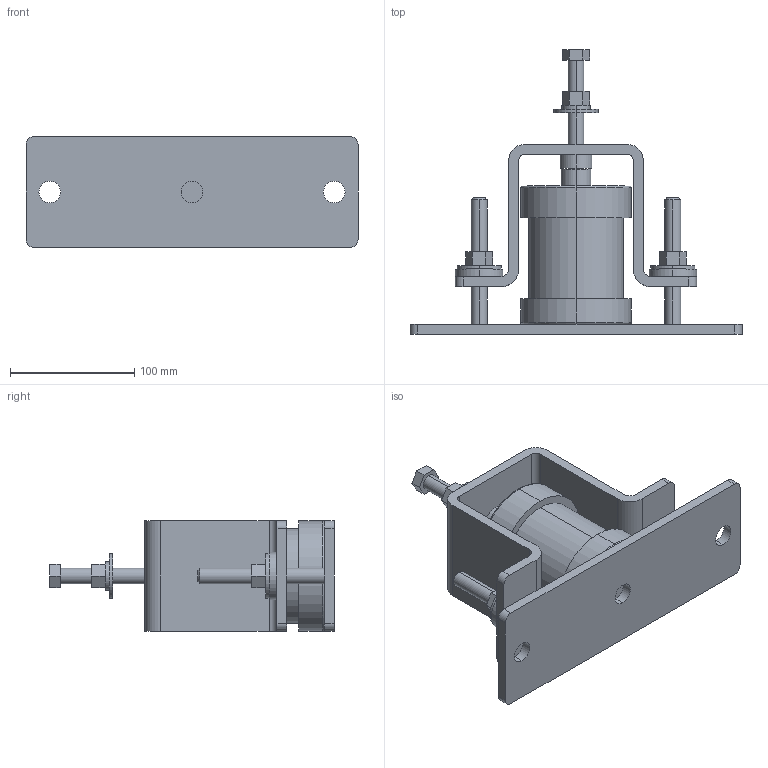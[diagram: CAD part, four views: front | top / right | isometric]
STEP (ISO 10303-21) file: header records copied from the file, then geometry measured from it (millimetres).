
FILE_DESCRIPTION (( 'STEP AP203' ), '1' );
FILE_NAME ('SMSR-BT Rev D.STEP', '2024-12-04T19:02:48', ( '' ), ( '' ), 'SwSTEP 2.0', 'SolidWorks 2016', '' );
FILE_SCHEMA (( 'CONFIG_CONTROL_DESIGN' ));
Length unit declared in the file: inch
Products named in the file (1): SMSR-BT Rev D
Bounding box: 266.7 x 228.6 x 88.9 mm (x, y, z)
Volume: 1113097.9 mm3; surface area: 178743.8 mm2
Topology: 1 solids, 1 shells, 132 faces, 320 edges, 210 vertices
Faces by surface type: plane 66, cylinder 58, cone 4, torus 4
Entity records: 4017 total; most frequent: DIRECTION 716, CARTESIAN_POINT 693, ORIENTED_EDGE 640, EDGE_CURVE 320, AXIS2_PLACEMENT_3D 265, VERTEX_POINT 210, VECTOR 186, LINE 186
